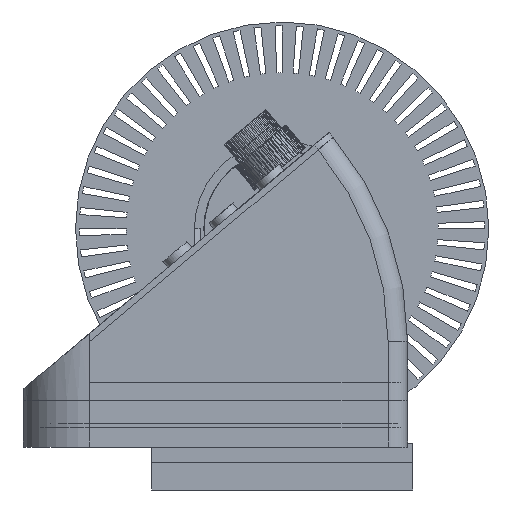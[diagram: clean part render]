
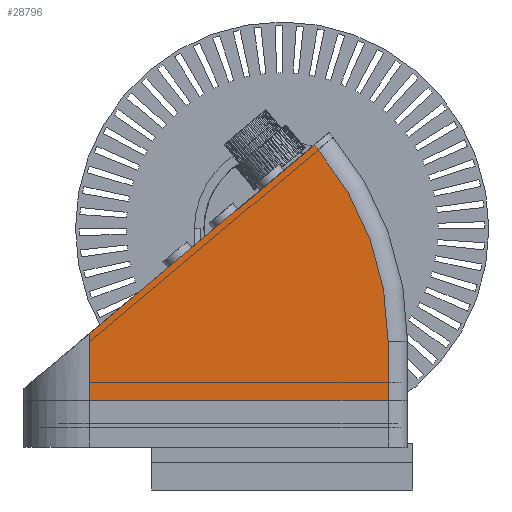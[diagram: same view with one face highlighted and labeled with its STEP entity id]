
A CAD part, front view. The second image highlights one B-rep face of the part: STEP entity #28796.
In plain terms, the highlighted planar face has unit normal (0, -1, 0).
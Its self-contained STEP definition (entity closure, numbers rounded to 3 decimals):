
#2697=CIRCLE('',#31399,76.63);
#2700=CIRCLE('',#31403,76.583);
#4016=FACE_OUTER_BOUND('',#5913,.T.);
#5913=EDGE_LOOP('',(#24544,#24545,#24546,#24547,#24548,#24549,#24550));
#8098=LINE('',#47193,#10600);
#8265=LINE('',#48090,#10767);
#8307=LINE('',#48193,#10809);
#8308=LINE('',#48195,#10810);
#8309=LINE('',#48198,#10811);
#10600=VECTOR('',#37731,10.);
#10767=VECTOR('',#37976,10.);
#10809=VECTOR('',#38090,10.);
#10810=VECTOR('',#38091,10.);
#10811=VECTOR('',#38094,10.);
#13348=VERTEX_POINT('',#47145);
#13354=VERTEX_POINT('',#47191);
#13609=VERTEX_POINT('',#48087);
#13610=VERTEX_POINT('',#48089);
#13634=VERTEX_POINT('',#48187);
#13636=VERTEX_POINT('',#48194);
#13637=VERTEX_POINT('',#48196);
#17108=EDGE_CURVE('',#13348,#13354,#8098,.T.);
#17382=EDGE_CURVE('',#13610,#13609,#8265,.T.);
#17433=EDGE_CURVE('',#13348,#13634,#2697,.T.);
#17436=EDGE_CURVE('',#13610,#13354,#8307,.T.);
#17437=EDGE_CURVE('',#13636,#13609,#8308,.T.);
#17438=EDGE_CURVE('',#13637,#13636,#2700,.T.);
#17439=EDGE_CURVE('',#13637,#13634,#8309,.T.);
#24544=ORIENTED_EDGE('',*,*,#17433,.F.);
#24545=ORIENTED_EDGE('',*,*,#17108,.T.);
#24546=ORIENTED_EDGE('',*,*,#17436,.F.);
#24547=ORIENTED_EDGE('',*,*,#17382,.T.);
#24548=ORIENTED_EDGE('',*,*,#17437,.F.);
#24549=ORIENTED_EDGE('',*,*,#17438,.F.);
#24550=ORIENTED_EDGE('',*,*,#17439,.T.);
#27534=PLANE('',#31402);
#28796=ADVANCED_FACE('',(#4016),#27534,.T.);
#31399=AXIS2_PLACEMENT_3D('',#48188,#38082,#38083);
#31402=AXIS2_PLACEMENT_3D('',#48192,#38088,#38089);
#31403=AXIS2_PLACEMENT_3D('',#48197,#38092,#38093);
#37731=DIRECTION('',(-0.766,0.,-0.643));
#37976=DIRECTION('',(1.,0.,0.));
#38082=DIRECTION('center_axis',(0.,1.,0.));
#38083=DIRECTION('ref_axis',(0.76,0.,0.65));
#38088=DIRECTION('center_axis',(0.,-1.,0.));
#38089=DIRECTION('ref_axis',(0.,0.,-1.));
#38090=DIRECTION('',(0.,0.,1.));
#38091=DIRECTION('',(0.,0.,-1.));
#38092=DIRECTION('center_axis',(0.,1.,0.));
#38093=DIRECTION('ref_axis',(0.94,0.,0.342));
#38094=DIRECTION('',(0.766,0.,0.643));
#47145=CARTESIAN_POINT('',(8.24,-344.899,41.471));
#47191=CARTESIAN_POINT('',(-49.42,-344.899,-6.911));
#47193=CARTESIAN_POINT('',(-50.448,-344.899,-7.774));
#48087=CARTESIAN_POINT('',(27.163,-344.899,-24.));
#48089=CARTESIAN_POINT('',(-49.42,-344.899,-24.));
#48090=CARTESIAN_POINT('',(7.017,-344.899,-24.));
#48187=CARTESIAN_POINT('',(9.282,-344.899,40.256));
#48188=CARTESIAN_POINT('Origin',(-49.42,-344.899,-9.));
#48192=CARTESIAN_POINT('Origin',(31.163,-344.899,-30.));
#48193=CARTESIAN_POINT('',(-49.42,-344.899,-24.));
#48194=CARTESIAN_POINT('',(27.163,-344.899,-9.));
#48195=CARTESIAN_POINT('',(27.163,-344.899,-30.));
#48196=CARTESIAN_POINT('',(9.246,-344.899,40.227));
#48197=CARTESIAN_POINT('Origin',(-49.42,-344.899,-9.));
#48198=CARTESIAN_POINT('',(-49.42,-344.899,-9.));
